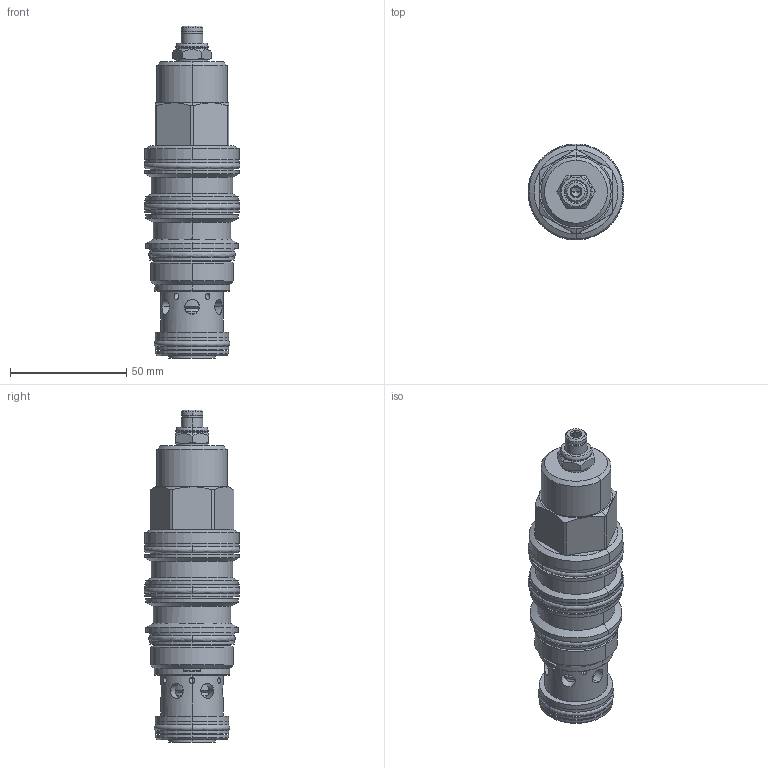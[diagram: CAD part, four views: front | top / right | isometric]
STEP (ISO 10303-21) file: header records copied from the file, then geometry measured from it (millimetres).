
FILE_DESCRIPTION((''),'2;1');
FILE_NAME('CWGG-LGN_PRT','2013-07-08T',('Administrator'),(''),'PRO/ENGINEER BY PARAMETRIC TECHNOLOGY CORPORATION, 2006240','PRO/ENGINEER BY PARAMETRIC TECHNOLOGY CORPORATION, 2006240','');
FILE_SCHEMA(('CONFIG_CONTROL_DESIGN'));
Length unit declared in the file: inch
Products named in the file (1): CWGG-LGN_PRT
Bounding box: 41.17 x 41.17 x 142.62 mm (x, y, z)
Volume: 95713.1 mm3; surface area: 37816.5 mm2
Topology: 10 solids, 10 shells, 450 faces, 1024 edges, 612 vertices
Faces by surface type: cylinder 186, plane 95, cone 89, torus 59, revolution 16, sphere 5
Entity records: 15459 total; most frequent: CARTESIAN_POINT 5181, DIRECTION 2258, ORIENTED_EDGE 2032, EDGE_CURVE 1016, AXIS2_PLACEMENT_3D 956, VERTEX_POINT 612, EDGE_LOOP 530, CIRCLE 522
